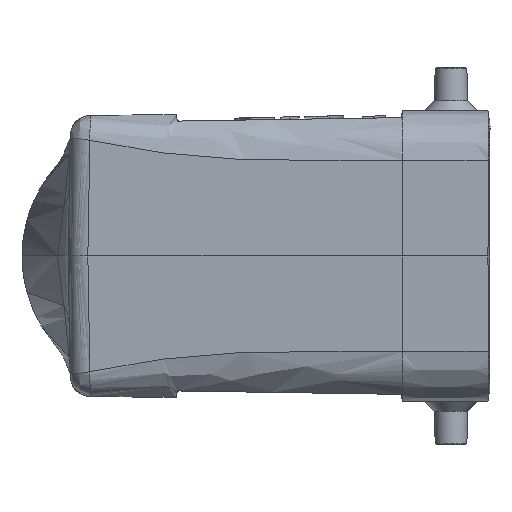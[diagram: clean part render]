
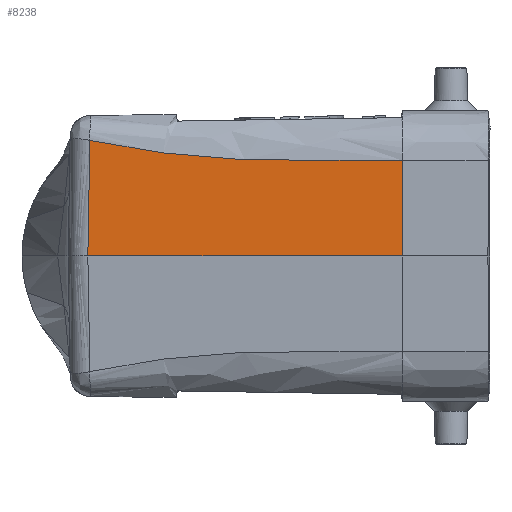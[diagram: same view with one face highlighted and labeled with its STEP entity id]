
A CAD part, left-side view. The second image highlights one B-rep face of the part: STEP entity #8238.
In plain terms, the highlighted free-form (B-spline) face has degree [1, 1] with [2, 2] control points.
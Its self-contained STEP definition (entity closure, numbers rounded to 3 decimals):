
#8185=CARTESIAN_POINT('V264',(-59.753,3.994,
   14.133));
#8186=VERTEX_POINT('V264',#8185);
#8192=CARTESIAN_POINT('V262',(-60.,4.0,
   0.));
#8193=VERTEX_POINT('V262',#8192);
#8194=CARTESIAN_POINT('E407',(-59.753,3.994,
   14.133));
#8195=CARTESIAN_POINT('E407',(-60.,4.0,
   0.));
#8196=B_SPLINE_CURVE_WITH_KNOTS('E407',1,(#8194,#8195),
   .POLYLINE_FORM.,.F.,.U.,(2,2),(0.343,1.0),
   .UNSPECIFIED.);
#8197=EDGE_CURVE('E407',#8186,#8193,#8196,.T.);
#8207=CARTESIAN_POINT('F186',(-58.611,58.487,
   -2.186));
#8208=CARTESIAN_POINT('F186',(-60.169,-0.985,
   -2.186));
#8209=CARTESIAN_POINT('F186',(-58.16,58.475,
   23.686));
#8210=CARTESIAN_POINT('F186',(-59.717,-0.997,
   23.686));
#8211=B_SPLINE_SURFACE_WITH_KNOTS('F186',1,1,((#8207,#8209),(
   #8208,#8210)),.PLANE_SURF.,.F.,.F.,.U.,(2,2),(2,2),(0.0,
   2.299),(0.0,1.0),.UNSPECIFIED.);
#8212=CARTESIAN_POINT('V345',(-58.489,50.28,
   17.133));
#8213=VERTEX_POINT('V345',#8212);
#8214=CARTESIAN_POINT('E519',(-59.753,3.994,
   14.133));
#8215=CARTESIAN_POINT('E519',(-59.553,11.718,
   14.015));
#8216=CARTESIAN_POINT('E519',(-59.252,23.342,
   13.843));
#8217=CARTESIAN_POINT('E519',(-58.825,38.851,
   15.014));
#8218=CARTESIAN_POINT('E519',(-58.603,46.5,
   16.286));
#8219=CARTESIAN_POINT('E519',(-58.489,50.28,
   17.133));
#8220=B_SPLINE_CURVE_WITH_KNOTS('E519',3,(#8214,#8215,#8216,#8217,
   #8218,#8219),.UNSPECIFIED.,.F.,.U.,(4,1,1,4),(2.0,
   4.126,5.194,6.29),
   .UNSPECIFIED.);
#8221=EDGE_CURVE('E519',#8186,#8213,#8220,.T.);
#8222=ORIENTED_EDGE('E519',*,*,#8221,.T.);
#8223=CARTESIAN_POINT('V333',(-58.78,50.579,
   0.));
#8224=VERTEX_POINT('V333',#8223);
#8225=CARTESIAN_POINT('E520',(-58.489,50.28,
   17.133));
#8226=CARTESIAN_POINT('E520',(-58.78,50.579,
   0.));
#8227=B_SPLINE_CURVE_WITH_KNOTS('E520',1,(#8225,#8226),
   .POLYLINE_FORM.,.F.,.U.,(2,2),(2.0,5.699),
   .UNSPECIFIED.);
#8228=EDGE_CURVE('E520',#8213,#8224,#8227,.T.);
#8229=ORIENTED_EDGE('E520',*,*,#8228,.T.);
#8230=CARTESIAN_POINT('E500',(-58.78,50.579,
   0.0));
#8231=CARTESIAN_POINT('E500',(-60.,4.0,0.0));
#8232=B_SPLINE_CURVE_WITH_KNOTS('E500',1,(#8230,#8231),
   .POLYLINE_FORM.,.F.,.U.,(2,2),(0.0,0.941),
   .UNSPECIFIED.);
#8233=EDGE_CURVE('E500',#8224,#8193,#8232,.T.);
#8234=ORIENTED_EDGE('E500',*,*,#8233,.T.);
#8235=ORIENTED_EDGE('E407',*,*,#8197,.F.);
#8236=EDGE_LOOP('F186',(#8222,#8229,#8234,#8235));
#8237=FACE_OUTER_BOUND('F186',#8236,.T.);
#8238=ADVANCED_FACE('F186',(#8237),#8211,.T.);
